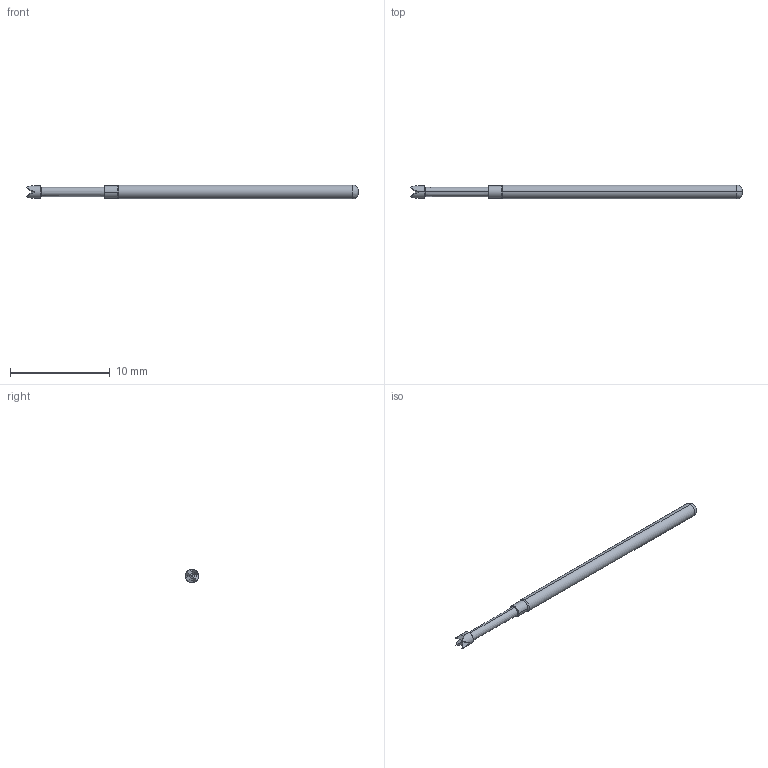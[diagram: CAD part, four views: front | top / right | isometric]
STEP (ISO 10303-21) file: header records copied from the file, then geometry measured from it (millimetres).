
FILE_DESCRIPTION (( 'STEP AP214' ), '1' );
FILE_NAME ('100-PRP2514_.STEP', '2016-05-26T12:31:48', ( 'spare' ), ( '' ), 'SwSTEP 2.0', 'SolidWorks 2016', '' );
FILE_SCHEMA (( 'AUTOMOTIVE_DESIGN' ));
Length unit declared in the file: inch
Products named in the file (1): 100-PRP2514_
Bounding box: 33.28 x 1.37 x 1.37 mm (x, y, z)
Volume: 42.3 mm3; surface area: 135.1 mm2
Topology: 1 solids, 1 shells, 34 faces, 78 edges, 47 vertices
Faces by surface type: cylinder 10, cone 8, bspline 8, plane 6, torus 2
Entity records: 1668 total; most frequent: CARTESIAN_POINT 486, ORIENTED_EDGE 156, DIRECTION 136, EDGE_CURVE 78, AXIS2_PLACEMENT_3D 61, VERTEX_POINT 47, DIMENSIONAL_EXPONENTS 37, LENGTH_MEASURE_WITH_UNIT 37
